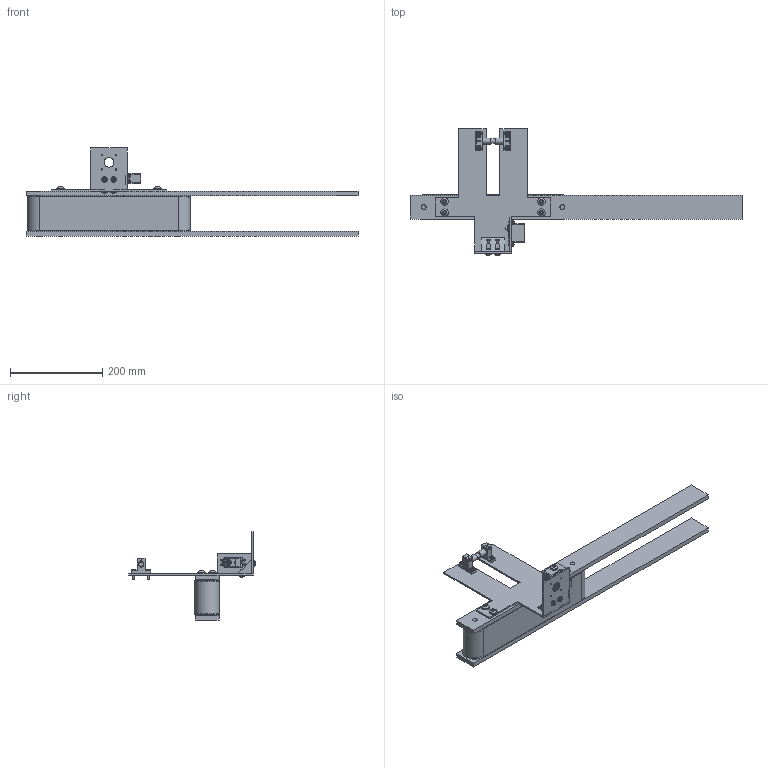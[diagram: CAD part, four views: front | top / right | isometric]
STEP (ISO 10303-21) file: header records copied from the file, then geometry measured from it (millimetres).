
FILE_DESCRIPTION(/* description */ (''),/* implementation_level */ '2;1');
FILE_NAME(/* name */ 'base.stp',/* time_stamp */ '2021-10-31T16:54:32+02:00',/* author */ ('Mohamed Teleb'),/* organization */ (''),/* preprocessor_version */ 'ST-DEVELOPER v17',/* originating_system */ 'Autodesk Inventor 2019',/* authorisation */ '');
FILE_SCHEMA (('AUTOMOTIVE_DESIGN { 1 0 10303 214 3 1 1 }'));
Length unit declared in the file: millimetre
Products named in the file (19): Assembly1; Part7; Part1; Part4; SideToConveyer; ISO 14583 - M8x25-4.8; ISO 8738 - 8(2); ISO 4034 - M8 - ISO; StepperHolder; SK10; ArmSupporterFinal; Fixer; ServooHolderFinal; FeeTech FS5109M Metal Gear Servo Outer volume; ISO 7045 - M4 x 8_ - 4.8 - H - ISO; ISO 7045 - M5 x 20_ - 4.8 - H - ISO; Supporterrrre; ISO 7045 - M6 x 12_ - 4.8 - H - ISO; ISO 7045 - M6 x 10_ - 4.8 - H - ISO
Assembly tree (39 placements, depth 2):
  Assembly1
    Part1  x2
    Part4  x2
    Part7
    SideToConveyer
    ISO 14583 - M8x25-4.8  x4
    ISO 8738 - 8(2)  x4
    ISO 4034 - M8 - ISO  x4
    StepperHolder
    SK10  x2
    ArmSupporterFinal
    Fixer  x2
    ServooHolderFinal
    FeeTech FS5109M Metal Gear Servo Outer volume
    ISO 7045 - M4 x 8_ - 4.8 - H - ISO  x4
    ISO 7045 - M5 x 20_ - 4.8 - H - ISO  x4
    Supporterrrre
    ISO 7045 - M6 x 12_ - 4.8 - H - ISO  x2
    ISO 7045 - M6 x 10_ - 4.8 - H - ISO  x2
Bounding box: 720 x 274.53 x 190.9 mm (x, y, z)
Volume: 1306609.9 mm3; surface area: 466654.5 mm2
Topology: 39 solids, 39 shells, 978 faces, 2457 edges, 1585 vertices
Faces by surface type: plane 441, cylinder 245, cone 180, torus 72, sphere 36, bspline 4
Full cylindrical faces by diameter (mm): 2 x1, 2.459 x4, 3.621 x4, 4 x8, 4.1 x4, 4.567 x4, 5 x6, 5.459 x4, 5.5 x8, 5.7 x1, 6 x4, 6.647 x4, 8 x28, 9.9 x1, 10 x11, 12.9 x1, 13 x2, 15 x4, 16 x4, 21.3 x1, 50 x2
Entity records: 16616 total; most frequent: CARTESIAN_POINT 3446, DIRECTION 2669, ORIENTED_EDGE 2512, EDGE_CURVE 1256, AXIS2_PLACEMENT_3D 985, VERTEX_POINT 813, LINE 699, VECTOR 699
